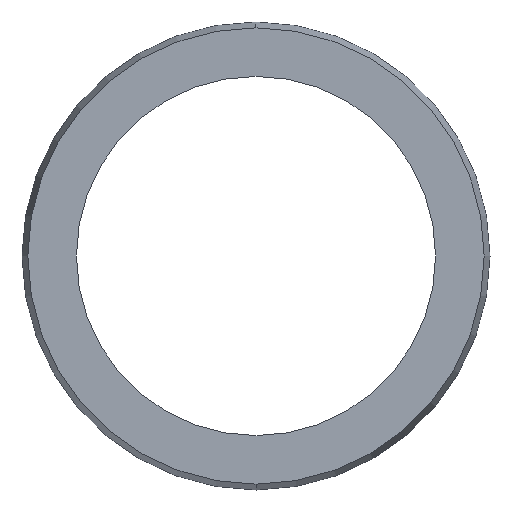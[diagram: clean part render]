
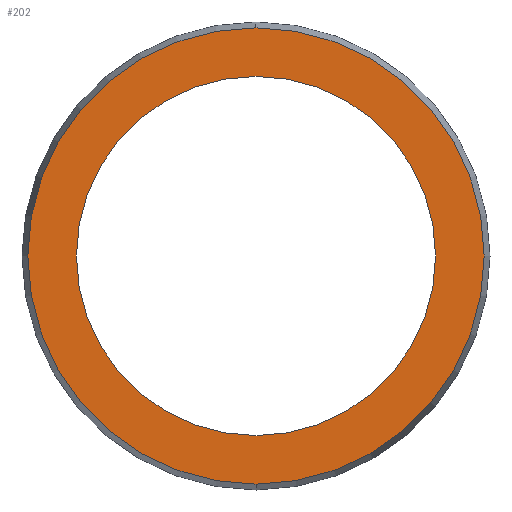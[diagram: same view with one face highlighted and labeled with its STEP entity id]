
A CAD part, left-side view. The second image highlights one B-rep face of the part: STEP entity #202.
In plain terms, the highlighted planar face has unit normal (-1, 0, 0).
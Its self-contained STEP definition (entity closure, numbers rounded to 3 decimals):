
#7 = AXIS2_PLACEMENT_3D ( 'NONE', #173, #393, #40 ) ;
#17 = EDGE_CURVE ( 'NONE', #377, #301, #337, .T. ) ;
#40 = DIRECTION ( 'NONE',  ( 0., 0., 1. ) ) ;
#47 = VERTEX_POINT ( 'NONE', #263 ) ;
#54 = CARTESIAN_POINT ( 'NONE',  ( 0., 0., 0. ) ) ;
#85 = ORIENTED_EDGE ( 'NONE', *, *, #152, .F. ) ;
#98 = CARTESIAN_POINT ( 'NONE',  ( 0., 0., -41.928 ) ) ;
#99 = CARTESIAN_POINT ( 'NONE',  ( 0., 0., 0. ) ) ;
#126 = AXIS2_PLACEMENT_3D ( 'NONE', #54, #445, #201 ) ;
#133 = DIRECTION ( 'NONE',  ( -1., 0., 0. ) ) ;
#134 = PLANE ( 'NONE',  #367 ) ;
#138 = DIRECTION ( 'NONE',  ( 1., 0., 0. ) ) ;
#152 = EDGE_CURVE ( 'NONE', #47, #438, #268, .T. ) ;
#155 = EDGE_LOOP ( 'NONE', ( #258, #85 ) ) ;
#166 = DIRECTION ( 'NONE',  ( 0., 0., 1. ) ) ;
#168 = DIRECTION ( 'NONE',  ( 0., 0., 1. ) ) ;
#171 = EDGE_CURVE ( 'NONE', #438, #47, #330, .T. ) ;
#173 = CARTESIAN_POINT ( 'NONE',  ( 0., 0., 0. ) ) ;
#179 = CARTESIAN_POINT ( 'NONE',  ( 0., 0., 33. ) ) ;
#181 = AXIS2_PLACEMENT_3D ( 'NONE', #99, #325, #166 ) ;
#201 = DIRECTION ( 'NONE',  ( 0., 0., 1. ) ) ;
#202 = ADVANCED_FACE ( 'NONE', ( #458, #214 ), #134, .F. ) ;
#205 = AXIS2_PLACEMENT_3D ( 'NONE', #424, #133, #168 ) ;
#214 = FACE_OUTER_BOUND ( 'NONE', #229, .T. ) ;
#229 = EDGE_LOOP ( 'NONE', ( #382, #256 ) ) ;
#230 = EDGE_CURVE ( 'NONE', #301, #377, #261, .T. ) ;
#256 = ORIENTED_EDGE ( 'NONE', *, *, #17, .T. ) ;
#258 = ORIENTED_EDGE ( 'NONE', *, *, #171, .F. ) ;
#261 = CIRCLE ( 'NONE', #205, 41.928 ) ;
#263 = CARTESIAN_POINT ( 'NONE',  ( 0., 0., -33. ) ) ;
#268 = CIRCLE ( 'NONE', #181, 33. ) ;
#278 = DIRECTION ( 'NONE',  ( 0., 0., -1. ) ) ;
#301 = VERTEX_POINT ( 'NONE', #98 ) ;
#320 = CARTESIAN_POINT ( 'NONE',  ( 0., 41.928, 0. ) ) ;
#325 = DIRECTION ( 'NONE',  ( -1., 0., 0. ) ) ;
#330 = CIRCLE ( 'NONE', #7, 33. ) ;
#337 = CIRCLE ( 'NONE', #126, 41.928 ) ;
#367 = AXIS2_PLACEMENT_3D ( 'NONE', #320, #138, #278 ) ;
#377 = VERTEX_POINT ( 'NONE', #387 ) ;
#382 = ORIENTED_EDGE ( 'NONE', *, *, #230, .T. ) ;
#387 = CARTESIAN_POINT ( 'NONE',  ( 0., 0., 41.928 ) ) ;
#393 = DIRECTION ( 'NONE',  ( -1., 0., 0. ) ) ;
#424 = CARTESIAN_POINT ( 'NONE',  ( 0., 0., 0. ) ) ;
#438 = VERTEX_POINT ( 'NONE', #179 ) ;
#445 = DIRECTION ( 'NONE',  ( -1., 0., 0. ) ) ;
#458 = FACE_BOUND ( 'NONE', #155, .T. ) ;
